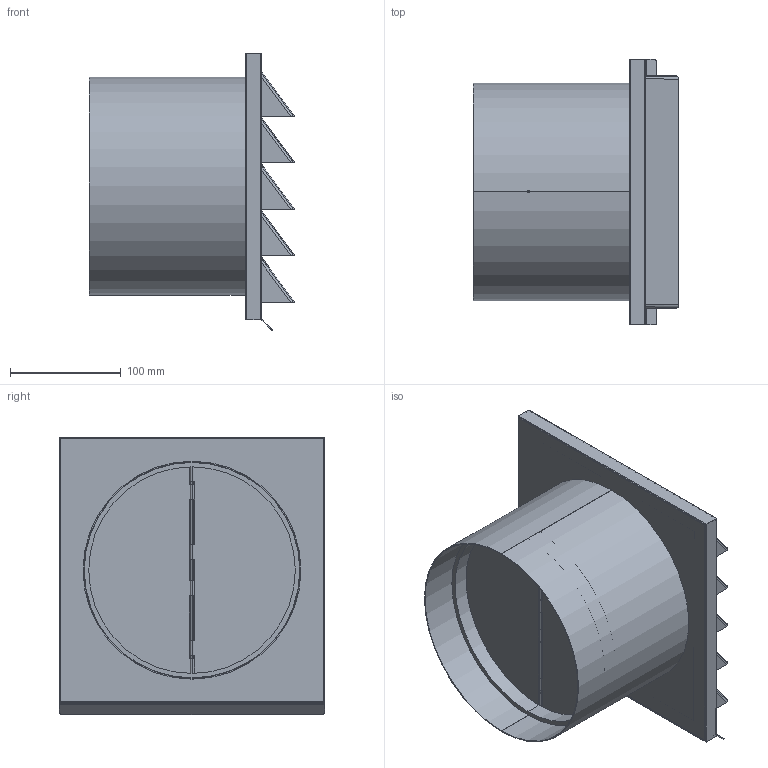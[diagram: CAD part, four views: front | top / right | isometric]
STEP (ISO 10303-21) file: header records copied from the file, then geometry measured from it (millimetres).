
FILE_DESCRIPTION(('STEP AP214'),'1');
FILE_NAME('enjalousie.STP','2023-06-02T09:47:42',(' '),(' '),'Spatial InterOp 3D',' ',' ');
FILE_SCHEMA(('AUTOMOTIVE_DESIGN { 1 0 10303 214 1 1 1 1 }'));
Length unit declared in the file: millimetre
Products named in the file (1): gerades Prisma
Bounding box: 186.01 x 240 x 250.54 mm (x, y, z)
Volume: 270369.3 mm3; surface area: 523735.9 mm2
Topology: 4 solids, 5 shells, 207 faces, 571 edges, 366 vertices
Faces by surface type: cylinder 122, plane 85
Entity records: 6789 total; most frequent: CARTESIAN_POINT 1218, DIRECTION 1210, ORIENTED_EDGE 1142, EDGE_CURVE 571, AXIS2_PLACEMENT_3D 434, VERTEX_POINT 366, LINE 342, VECTOR 342
